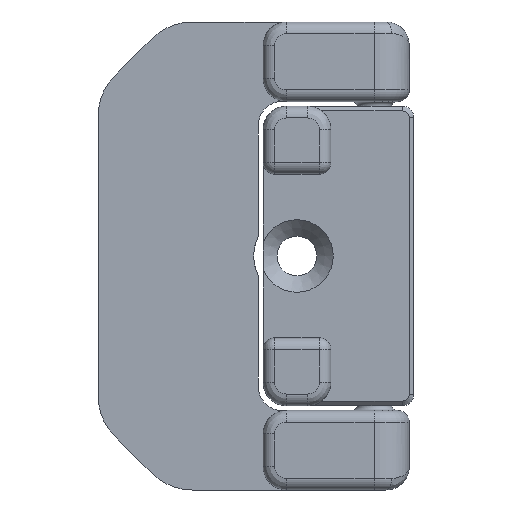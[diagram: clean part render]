
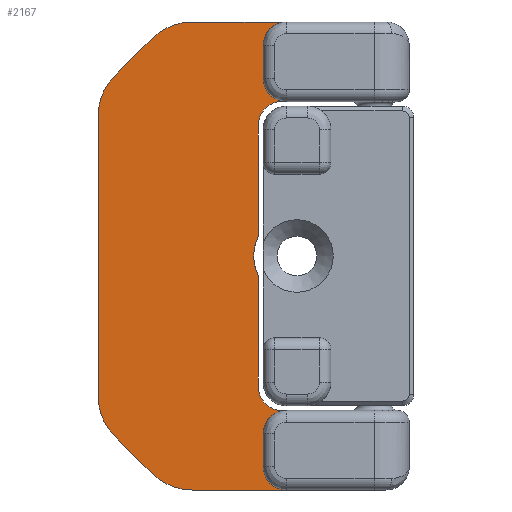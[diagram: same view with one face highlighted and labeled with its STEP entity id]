
A CAD part, left-side view. The second image highlights one B-rep face of the part: STEP entity #2167.
In plain terms, the highlighted planar face has unit normal (-1, 0, 0).
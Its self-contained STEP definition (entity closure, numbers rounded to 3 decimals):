
#51=PLANE('',#2360);
#135=LINE('',#3585,#313);
#140=LINE('',#3596,#318);
#146=LINE('',#3609,#324);
#151=LINE('',#3624,#329);
#162=LINE('',#3649,#340);
#173=LINE('',#3684,#351);
#174=LINE('',#3686,#352);
#175=LINE('',#3690,#353);
#176=LINE('',#3694,#354);
#177=LINE('',#3698,#355);
#178=LINE('',#3702,#356);
#313=VECTOR('',#2672,10.);
#318=VECTOR('',#2683,10.);
#324=VECTOR('',#2697,10.);
#329=VECTOR('',#2710,10.);
#340=VECTOR('',#2733,10.);
#351=VECTOR('',#2766,10.);
#352=VECTOR('',#2769,10.);
#353=VECTOR('',#2772,10.);
#354=VECTOR('',#2775,10.);
#355=VECTOR('',#2778,10.);
#356=VECTOR('',#2783,10.);
#563=FACE_OUTER_BOUND('',#700,.T.);
#700=EDGE_LOOP('',(#1655,#1656,#1657,#1658,#1659,#1660,#1661,#1662,#1663,
#1664,#1665,#1666,#1667,#1668,#1669,#1670,#1671,#1672,#1673,#1674,#1675,
#1676));
#849=CIRCLE('',#2334,2.);
#850=CIRCLE('',#2338,2.);
#853=CIRCLE('',#2353,2.);
#854=CIRCLE('',#2355,2.);
#855=CIRCLE('',#2359,3.7);
#856=CIRCLE('',#2361,2.);
#857=CIRCLE('',#2362,5.);
#858=CIRCLE('',#2363,5.);
#859=CIRCLE('',#2364,5.);
#860=CIRCLE('',#2365,5.);
#861=CIRCLE('',#2366,2.);
#985=VERTEX_POINT('',#3582);
#986=VERTEX_POINT('',#3584);
#988=VERTEX_POINT('',#3590);
#989=VERTEX_POINT('',#3594);
#990=VERTEX_POINT('',#3601);
#992=VERTEX_POINT('',#3607);
#997=VERTEX_POINT('',#3621);
#998=VERTEX_POINT('',#3623);
#1005=VERTEX_POINT('',#3646);
#1006=VERTEX_POINT('',#3648);
#1012=VERTEX_POINT('',#3664);
#1013=VERTEX_POINT('',#3668);
#1017=VERTEX_POINT('',#3677);
#1018=VERTEX_POINT('',#3679);
#1019=VERTEX_POINT('',#3683);
#1020=VERTEX_POINT('',#3687);
#1021=VERTEX_POINT('',#3689);
#1022=VERTEX_POINT('',#3691);
#1023=VERTEX_POINT('',#3693);
#1024=VERTEX_POINT('',#3695);
#1025=VERTEX_POINT('',#3697);
#1026=VERTEX_POINT('',#3700);
#1205=EDGE_CURVE('',#985,#986,#135,.T.);
#1209=EDGE_CURVE('',#988,#985,#849,.F.);
#1211=EDGE_CURVE('',#988,#989,#140,.F.);
#1215=EDGE_CURVE('',#990,#989,#850,.F.);
#1218=EDGE_CURVE('',#990,#992,#146,.T.);
#1225=EDGE_CURVE('',#997,#998,#151,.T.);
#1238=EDGE_CURVE('',#1006,#1005,#162,.T.);
#1247=EDGE_CURVE('',#1005,#1012,#853,.T.);
#1248=EDGE_CURVE('',#998,#1013,#854,.F.);
#1253=EDGE_CURVE('',#1018,#1017,#855,.T.);
#1255=EDGE_CURVE('',#1019,#1017,#173,.F.);
#1256=EDGE_CURVE('',#1006,#1019,#856,.T.);
#1257=EDGE_CURVE('',#1012,#1013,#174,.F.);
#1258=EDGE_CURVE('',#1020,#997,#857,.T.);
#1259=EDGE_CURVE('',#1021,#1020,#175,.T.);
#1260=EDGE_CURVE('',#1022,#1021,#858,.T.);
#1261=EDGE_CURVE('',#1023,#1022,#176,.T.);
#1262=EDGE_CURVE('',#1024,#1023,#859,.T.);
#1263=EDGE_CURVE('',#1025,#1024,#177,.T.);
#1264=EDGE_CURVE('',#986,#1025,#860,.T.);
#1265=EDGE_CURVE('',#992,#1026,#861,.F.);
#1266=EDGE_CURVE('',#1018,#1026,#178,.F.);
#1655=ORIENTED_EDGE('',*,*,#1253,.T.);
#1656=ORIENTED_EDGE('',*,*,#1255,.F.);
#1657=ORIENTED_EDGE('',*,*,#1256,.F.);
#1658=ORIENTED_EDGE('',*,*,#1238,.T.);
#1659=ORIENTED_EDGE('',*,*,#1247,.T.);
#1660=ORIENTED_EDGE('',*,*,#1257,.T.);
#1661=ORIENTED_EDGE('',*,*,#1248,.F.);
#1662=ORIENTED_EDGE('',*,*,#1225,.F.);
#1663=ORIENTED_EDGE('',*,*,#1258,.F.);
#1664=ORIENTED_EDGE('',*,*,#1259,.F.);
#1665=ORIENTED_EDGE('',*,*,#1260,.F.);
#1666=ORIENTED_EDGE('',*,*,#1261,.F.);
#1667=ORIENTED_EDGE('',*,*,#1262,.F.);
#1668=ORIENTED_EDGE('',*,*,#1263,.F.);
#1669=ORIENTED_EDGE('',*,*,#1264,.F.);
#1670=ORIENTED_EDGE('',*,*,#1205,.F.);
#1671=ORIENTED_EDGE('',*,*,#1209,.F.);
#1672=ORIENTED_EDGE('',*,*,#1211,.T.);
#1673=ORIENTED_EDGE('',*,*,#1215,.F.);
#1674=ORIENTED_EDGE('',*,*,#1218,.T.);
#1675=ORIENTED_EDGE('',*,*,#1265,.T.);
#1676=ORIENTED_EDGE('',*,*,#1266,.F.);
#2167=ADVANCED_FACE('',(#563),#51,.F.);
#2334=AXIS2_PLACEMENT_3D('',#3592,#2678,#2679);
#2338=AXIS2_PLACEMENT_3D('',#3603,#2691,#2692);
#2353=AXIS2_PLACEMENT_3D('',#3666,#2747,#2748);
#2355=AXIS2_PLACEMENT_3D('',#3669,#2751,#2752);
#2359=AXIS2_PLACEMENT_3D('',#3680,#2761,#2762);
#2360=AXIS2_PLACEMENT_3D('',#3682,#2764,#2765);
#2361=AXIS2_PLACEMENT_3D('',#3685,#2767,#2768);
#2362=AXIS2_PLACEMENT_3D('',#3688,#2770,#2771);
#2363=AXIS2_PLACEMENT_3D('',#3692,#2773,#2774);
#2364=AXIS2_PLACEMENT_3D('',#3696,#2776,#2777);
#2365=AXIS2_PLACEMENT_3D('',#3699,#2779,#2780);
#2366=AXIS2_PLACEMENT_3D('',#3701,#2781,#2782);
#2672=DIRECTION('',(0.,1.,0.));
#2678=DIRECTION('center_axis',(1.,0.,0.));
#2679=DIRECTION('ref_axis',(0.,0.707,-0.707));
#2683=DIRECTION('',(0.,0.,-1.));
#2691=DIRECTION('center_axis',(1.,0.,0.));
#2692=DIRECTION('ref_axis',(0.,0.,1.));
#2697=DIRECTION('',(0.,1.,0.));
#2710=DIRECTION('',(0.,-1.,0.));
#2733=DIRECTION('',(0.,-1.,0.));
#2747=DIRECTION('center_axis',(1.,0.,0.));
#2748=DIRECTION('ref_axis',(0.,1.,0.));
#2751=DIRECTION('center_axis',(1.,0.,0.));
#2752=DIRECTION('ref_axis',(0.,0.707,0.707));
#2761=DIRECTION('center_axis',(1.,0.,0.));
#2762=DIRECTION('ref_axis',(0.,1.,0.));
#2764=DIRECTION('center_axis',(1.,0.,0.));
#2765=DIRECTION('ref_axis',(0.,1.,0.));
#2766=DIRECTION('',(0.,0.,1.));
#2767=DIRECTION('center_axis',(-1.,0.,0.));
#2768=DIRECTION('ref_axis',(0.,0.707,0.707));
#2769=DIRECTION('',(0.,0.,-1.));
#2770=DIRECTION('center_axis',(1.,0.,0.));
#2771=DIRECTION('ref_axis',(0.,0.383,0.924));
#2772=DIRECTION('',(0.,-0.707,0.707));
#2773=DIRECTION('center_axis',(1.,0.,0.));
#2774=DIRECTION('ref_axis',(0.,0.924,0.383));
#2775=DIRECTION('',(0.,0.,1.));
#2776=DIRECTION('center_axis',(1.,0.,0.));
#2777=DIRECTION('ref_axis',(0.,0.924,-0.383));
#2778=DIRECTION('',(0.,0.707,0.707));
#2779=DIRECTION('center_axis',(1.,0.,0.));
#2780=DIRECTION('ref_axis',(0.,0.383,-0.924));
#2781=DIRECTION('center_axis',(-1.,0.,0.));
#2782=DIRECTION('ref_axis',(0.,0.707,-0.707));
#2783=DIRECTION('',(0.,0.,1.));
#3582=CARTESIAN_POINT('',(0.,10.9,0.));
#3584=CARTESIAN_POINT('',(0.,18.929,0.));
#3585=CARTESIAN_POINT('',(0.,0.,0.));
#3590=CARTESIAN_POINT('',(0.,12.9,2.));
#3592=CARTESIAN_POINT('Origin',(0.,10.9,2.));
#3594=CARTESIAN_POINT('',(0.,12.9,4.8));
#3596=CARTESIAN_POINT('',(0.,12.9,13.5));
#3601=CARTESIAN_POINT('',(0.,10.9,6.8));
#3603=CARTESIAN_POINT('Origin',(0.,10.9,4.8));
#3607=CARTESIAN_POINT('',(0.,11.3,6.8));
#3609=CARTESIAN_POINT('',(0.,13.25,6.8));
#3621=CARTESIAN_POINT('',(0.,18.929,40.));
#3623=CARTESIAN_POINT('',(0.,10.9,40.));
#3624=CARTESIAN_POINT('',(0.,27.,40.));
#3646=CARTESIAN_POINT('',(0.,10.9,33.2));
#3648=CARTESIAN_POINT('',(0.,11.3,33.2));
#3649=CARTESIAN_POINT('',(0.,6.75,33.2));
#3664=CARTESIAN_POINT('',(0.,12.9,35.2));
#3666=CARTESIAN_POINT('Origin',(0.,10.9,35.2));
#3668=CARTESIAN_POINT('',(0.,12.9,38.));
#3669=CARTESIAN_POINT('Origin',(0.,10.9,38.));
#3677=CARTESIAN_POINT('',(0.,13.3,21.673));
#3679=CARTESIAN_POINT('',(0.,13.3,18.327));
#3680=CARTESIAN_POINT('Origin',(0.,10.,20.));
#3682=CARTESIAN_POINT('Origin',(0.,13.5,20.));
#3683=CARTESIAN_POINT('',(0.,13.3,31.2));
#3684=CARTESIAN_POINT('',(0.,13.3,26.5));
#3685=CARTESIAN_POINT('Origin',(0.,11.3,31.2));
#3686=CARTESIAN_POINT('',(0.,12.9,30.));
#3687=CARTESIAN_POINT('',(0.,22.464,38.536));
#3688=CARTESIAN_POINT('Origin',(0.,18.929,35.));
#3689=CARTESIAN_POINT('',(0.,25.536,35.464));
#3690=CARTESIAN_POINT('',(0.,25.625,35.375));
#3691=CARTESIAN_POINT('',(0.,27.,31.929));
#3692=CARTESIAN_POINT('Origin',(0.,22.,31.929));
#3693=CARTESIAN_POINT('',(0.,27.,8.071));
#3694=CARTESIAN_POINT('',(0.,27.,0.));
#3695=CARTESIAN_POINT('',(0.,25.536,4.536));
#3696=CARTESIAN_POINT('Origin',(0.,22.,8.071));
#3697=CARTESIAN_POINT('',(0.,22.464,1.464));
#3698=CARTESIAN_POINT('',(0.,25.625,4.625));
#3699=CARTESIAN_POINT('Origin',(0.,18.929,5.));
#3700=CARTESIAN_POINT('',(0.,13.3,8.8));
#3701=CARTESIAN_POINT('Origin',(0.,11.3,8.8));
#3702=CARTESIAN_POINT('',(0.,13.3,26.5));
